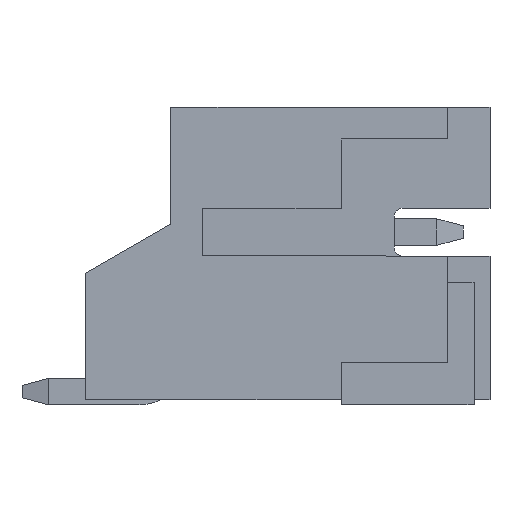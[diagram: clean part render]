
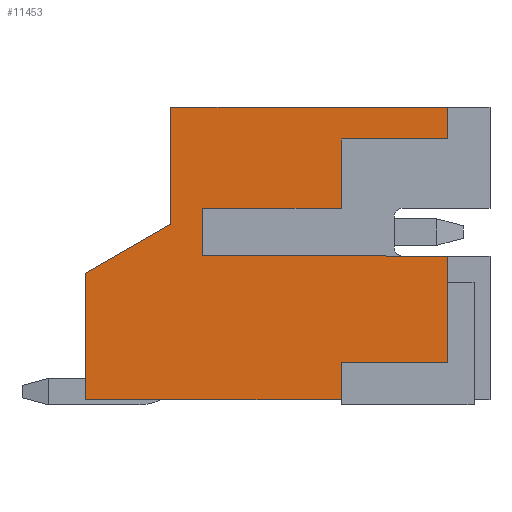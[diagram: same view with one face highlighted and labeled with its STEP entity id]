
A CAD part, left-side view. The second image highlights one B-rep face of the part: STEP entity #11453.
In plain terms, the highlighted planar face has unit normal (-1, 0, 0).
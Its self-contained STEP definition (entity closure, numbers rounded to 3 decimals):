
#36 = LINE ( 'NONE', #10211, #6989 ) ;
#58 = VECTOR ( 'NONE', #18948, 1000. ) ;
#183 = CARTESIAN_POINT ( 'NONE',  ( -6., -3.2, -2.75 ) ) ;
#204 = VECTOR ( 'NONE', #8368, 1000. ) ;
#327 = CARTESIAN_POINT ( 'NONE',  ( -6., -5.2, -2.75 ) ) ;
#353 = DIRECTION ( 'NONE',  ( 0., -1., 0. ) ) ;
#435 = PLANE ( 'NONE',  #20211 ) ;
#580 = CARTESIAN_POINT ( 'NONE',  ( -6., -3.2, -2.05 ) ) ;
#738 = LINE ( 'NONE', #19057, #58 ) ;
#1114 = VECTOR ( 'NONE', #11284, 1000. ) ;
#1315 = ORIENTED_EDGE ( 'NONE', *, *, #10901, .T. ) ;
#1341 = ORIENTED_EDGE ( 'NONE', *, *, #4215, .T. ) ;
#2226 = EDGE_CURVE ( 'NONE', #5656, #4257, #19862, .T. ) ;
#2610 = VECTOR ( 'NONE', #21493, 1000. ) ;
#2745 = CARTESIAN_POINT ( 'NONE',  ( -6., -3.2, 0.85 ) ) ;
#2893 = CARTESIAN_POINT ( 'NONE',  ( -6., -6., 2.75 ) ) ;
#2980 = LINE ( 'NONE', #9987, #1114 ) ;
#3383 = LINE ( 'NONE', #10140, #5301 ) ;
#3734 = LINE ( 'NONE', #327, #4047 ) ;
#4047 = VECTOR ( 'NONE', #17002, 1000. ) ;
#4215 = EDGE_CURVE ( 'NONE', #15966, #15255, #16403, .T. ) ;
#4257 = VERTEX_POINT ( 'NONE', #20390 ) ;
#4262 = VECTOR ( 'NONE', #13262, 1000. ) ;
#4343 = VECTOR ( 'NONE', #353, 1000. ) ;
#4534 = CARTESIAN_POINT ( 'NONE',  ( -6., -3.2, -2.75 ) ) ;
#4635 = EDGE_CURVE ( 'NONE', #10365, #15255, #3383, .T. ) ;
#4841 = CARTESIAN_POINT ( 'NONE',  ( -6., 1.6, -0.374 ) ) ;
#4894 = CARTESIAN_POINT ( 'NONE',  ( -6., -0.6, 0.85 ) ) ;
#5158 = LINE ( 'NONE', #14884, #4262 ) ;
#5243 = FACE_OUTER_BOUND ( 'NONE', #6453, .T. ) ;
#5301 = VECTOR ( 'NONE', #21286, 1000. ) ;
#5462 = CARTESIAN_POINT ( 'NONE',  ( -6., -3.2, 2.15 ) ) ;
#5620 = VECTOR ( 'NONE', #14813, 1000. ) ;
#5656 = VERTEX_POINT ( 'NONE', #183 ) ;
#5897 = EDGE_CURVE ( 'NONE', #15966, #21142, #36, .T. ) ;
#6183 = DIRECTION ( 'NONE',  ( 0., 0., 1. ) ) ;
#6402 = CARTESIAN_POINT ( 'NONE',  ( -6., -6., -2.75 ) ) ;
#6453 = EDGE_LOOP ( 'NONE', ( #13036, #1315, #19967, #12030, #17403, #11644, #20322, #15295, #15403, #17191, #1341, #8445, #10606, #15317 ) ) ;
#6478 = EDGE_CURVE ( 'NONE', #9920, #7686, #21409, .T. ) ;
#6717 = VERTEX_POINT ( 'NONE', #16089 ) ;
#6789 = CARTESIAN_POINT ( 'NONE',  ( -6., 0., 0.55 ) ) ;
#6905 = DIRECTION ( 'NONE',  ( 0., 0., 1. ) ) ;
#6989 = VECTOR ( 'NONE', #13522, 1000. ) ;
#7219 = DIRECTION ( 'NONE',  ( 0., 0., -1. ) ) ;
#7470 = EDGE_CURVE ( 'NONE', #17325, #9679, #18546, .T. ) ;
#7528 = CARTESIAN_POINT ( 'NONE',  ( -6., -3.2, 2.15 ) ) ;
#7686 = VERTEX_POINT ( 'NONE', #8224 ) ;
#7693 = EDGE_CURVE ( 'NONE', #13424, #9920, #5158, .T. ) ;
#8129 = VECTOR ( 'NONE', #6183, 1000. ) ;
#8224 = CARTESIAN_POINT ( 'NONE',  ( -6., -0.6, -0.05 ) ) ;
#8368 = DIRECTION ( 'NONE',  ( 0., 1., 0. ) ) ;
#8445 = ORIENTED_EDGE ( 'NONE', *, *, #4635, .F. ) ;
#8683 = LINE ( 'NONE', #15312, #4343 ) ;
#8880 = EDGE_CURVE ( 'NONE', #18916, #13424, #14082, .T. ) ;
#9273 = VECTOR ( 'NONE', #15304, 1000. ) ;
#9579 = EDGE_CURVE ( 'NONE', #10365, #15366, #2980, .T. ) ;
#9663 = CARTESIAN_POINT ( 'NONE',  ( -6., -5.2, 2.15 ) ) ;
#9679 = VERTEX_POINT ( 'NONE', #11934 ) ;
#9920 = VERTEX_POINT ( 'NONE', #13572 ) ;
#9937 = CARTESIAN_POINT ( 'NONE',  ( -6., -5.2, 2.75 ) ) ;
#9962 = CARTESIAN_POINT ( 'NONE',  ( -6., -6., -2.75 ) ) ;
#9987 = CARTESIAN_POINT ( 'NONE',  ( -6., 1.6, -0.374 ) ) ;
#10140 = CARTESIAN_POINT ( 'NONE',  ( -6., 0., -2.75 ) ) ;
#10211 = CARTESIAN_POINT ( 'NONE',  ( -6., -5.2, -2.75 ) ) ;
#10365 = VERTEX_POINT ( 'NONE', #6789 ) ;
#10606 = ORIENTED_EDGE ( 'NONE', *, *, #9579, .T. ) ;
#10901 = EDGE_CURVE ( 'NONE', #5656, #17325, #14486, .T. ) ;
#11284 = DIRECTION ( 'NONE',  ( 0., 0.866, -0.5 ) ) ;
#11444 = LINE ( 'NONE', #21375, #2610 ) ;
#11453 = ADVANCED_FACE ( 'NONE', ( #5243 ), #435, .T. ) ;
#11502 = EDGE_CURVE ( 'NONE', #15366, #4257, #738, .T. ) ;
#11644 = ORIENTED_EDGE ( 'NONE', *, *, #6478, .F. ) ;
#11934 = CARTESIAN_POINT ( 'NONE',  ( -6., -5.2, -2.05 ) ) ;
#12030 = ORIENTED_EDGE ( 'NONE', *, *, #12822, .F. ) ;
#12822 = EDGE_CURVE ( 'NONE', #6717, #9679, #3734, .T. ) ;
#13036 = ORIENTED_EDGE ( 'NONE', *, *, #2226, .F. ) ;
#13262 = DIRECTION ( 'NONE',  ( 0., 1., 0. ) ) ;
#13424 = VERTEX_POINT ( 'NONE', #2745 ) ;
#13522 = DIRECTION ( 'NONE',  ( 0., 0., -1. ) ) ;
#13572 = CARTESIAN_POINT ( 'NONE',  ( -6., -0.6, 0.85 ) ) ;
#14082 = LINE ( 'NONE', #7528, #20881 ) ;
#14486 = LINE ( 'NONE', #4534, #8129 ) ;
#14813 = DIRECTION ( 'NONE',  ( 0., 1., 0. ) ) ;
#14884 = CARTESIAN_POINT ( 'NONE',  ( -6., -3.2, 0.85 ) ) ;
#15184 = DIRECTION ( 'NONE',  ( -1., 0., 0. ) ) ;
#15255 = VERTEX_POINT ( 'NONE', #19574 ) ;
#15295 = ORIENTED_EDGE ( 'NONE', *, *, #8880, .F. ) ;
#15304 = DIRECTION ( 'NONE',  ( 0., -1., 0. ) ) ;
#15312 = CARTESIAN_POINT ( 'NONE',  ( -6., -3.2, -0.05 ) ) ;
#15317 = ORIENTED_EDGE ( 'NONE', *, *, #11502, .T. ) ;
#15366 = VERTEX_POINT ( 'NONE', #4841 ) ;
#15403 = ORIENTED_EDGE ( 'NONE', *, *, #17001, .T. ) ;
#15966 = VERTEX_POINT ( 'NONE', #9937 ) ;
#16089 = CARTESIAN_POINT ( 'NONE',  ( -6., -5.2, -0.05 ) ) ;
#16403 = LINE ( 'NONE', #2893, #5620 ) ;
#16553 = DIRECTION ( 'NONE',  ( 0., 0., -1. ) ) ;
#16599 = EDGE_CURVE ( 'NONE', #7686, #6717, #8683, .T. ) ;
#17001 = EDGE_CURVE ( 'NONE', #18916, #21142, #11444, .T. ) ;
#17002 = DIRECTION ( 'NONE',  ( 0., 0., -1. ) ) ;
#17191 = ORIENTED_EDGE ( 'NONE', *, *, #5897, .F. ) ;
#17325 = VERTEX_POINT ( 'NONE', #580 ) ;
#17403 = ORIENTED_EDGE ( 'NONE', *, *, #16599, .F. ) ;
#18546 = LINE ( 'NONE', #20146, #9273 ) ;
#18916 = VERTEX_POINT ( 'NONE', #5462 ) ;
#18948 = DIRECTION ( 'NONE',  ( 0., 0., -1. ) ) ;
#19057 = CARTESIAN_POINT ( 'NONE',  ( -6., 1.6, -2.75 ) ) ;
#19242 = VECTOR ( 'NONE', #16553, 1000. ) ;
#19574 = CARTESIAN_POINT ( 'NONE',  ( -6., 0., 2.75 ) ) ;
#19862 = LINE ( 'NONE', #6402, #204 ) ;
#19967 = ORIENTED_EDGE ( 'NONE', *, *, #7470, .T. ) ;
#20146 = CARTESIAN_POINT ( 'NONE',  ( -6., -3.2, -2.05 ) ) ;
#20211 = AXIS2_PLACEMENT_3D ( 'NONE', #9962, #15184, #6905 ) ;
#20322 = ORIENTED_EDGE ( 'NONE', *, *, #7693, .F. ) ;
#20390 = CARTESIAN_POINT ( 'NONE',  ( -6., 1.6, -2.75 ) ) ;
#20881 = VECTOR ( 'NONE', #7219, 1000. ) ;
#21142 = VERTEX_POINT ( 'NONE', #9663 ) ;
#21286 = DIRECTION ( 'NONE',  ( 0., 0., 1. ) ) ;
#21375 = CARTESIAN_POINT ( 'NONE',  ( -6., -3.2, 2.15 ) ) ;
#21409 = LINE ( 'NONE', #4894, #19242 ) ;
#21493 = DIRECTION ( 'NONE',  ( 0., -1., 0. ) ) ;
